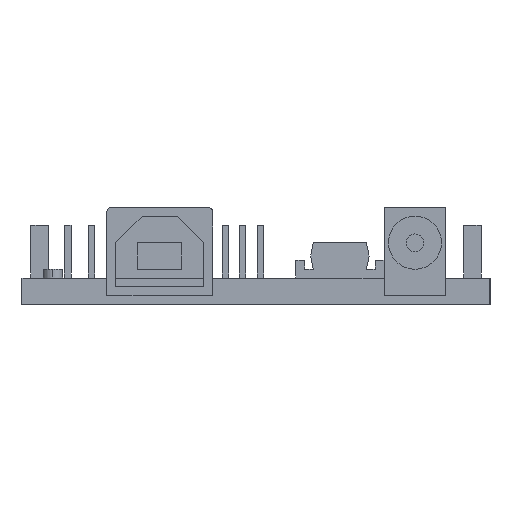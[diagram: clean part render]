
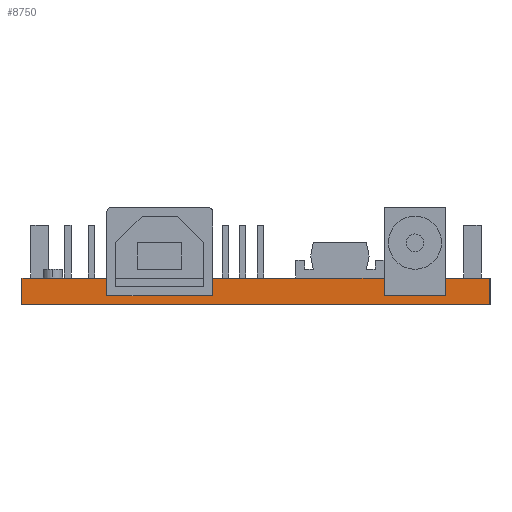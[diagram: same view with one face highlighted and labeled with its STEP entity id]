
A CAD part, left-side view. The second image highlights one B-rep face of the part: STEP entity #8750.
In plain terms, the highlighted planar face has unit normal (-1, 0, 0).
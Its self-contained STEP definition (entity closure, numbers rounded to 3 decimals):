
#92=CARTESIAN_POINT('Axis2P3D Location',(0.,0.,0.)) ;
#7220=CARTESIAN_POINT('Vertex',(0.,5.,1.)) ;
#7223=CARTESIAN_POINT('Line Origine',(0.,5.,2.)) ;
#7227=CARTESIAN_POINT('Vertex',(0.,5.,3.)) ;
#7246=CARTESIAN_POINT('Line Origine',(0.,12.,2.)) ;
#7250=CARTESIAN_POINT('Vertex',(0.,12.,1.)) ;
#7252=CARTESIAN_POINT('Vertex',(0.,12.,3.)) ;
#7513=CARTESIAN_POINT('Vertex',(0.,43.4,3.)) ;
#7516=CARTESIAN_POINT('Line Origine',(0.,43.4,2.)) ;
#7520=CARTESIAN_POINT('Vertex',(0.,43.4,1.)) ;
#7563=CARTESIAN_POINT('Line Origine',(0.,31.4,2.)) ;
#7567=CARTESIAN_POINT('Vertex',(0.,31.4,1.)) ;
#7569=CARTESIAN_POINT('Vertex',(0.,31.4,3.)) ;
#8688=CARTESIAN_POINT('Line Origine',(0.,21.7,3.)) ;
#8693=CARTESIAN_POINT('Line Origine',(0.,37.4,1.)) ;
#8698=CARTESIAN_POINT('Line Origine',(0.,48.2,3.)) ;
#8702=CARTESIAN_POINT('Vertex',(0.,53.,3.)) ;
#8705=CARTESIAN_POINT('Line Origine',(0.,53.,1.5)) ;
#8709=CARTESIAN_POINT('Vertex',(0.,53.,0.)) ;
#8712=CARTESIAN_POINT('Line Origine',(0.,26.5,0.)) ;
#8716=CARTESIAN_POINT('Vertex',(0.,0.,0.)) ;
#8719=CARTESIAN_POINT('Line Origine',(0.,0.,1.5)) ;
#8723=CARTESIAN_POINT('Vertex',(0.,0.,3.)) ;
#8726=CARTESIAN_POINT('Line Origine',(0.,2.5,3.)) ;
#8731=CARTESIAN_POINT('Line Origine',(0.,8.5,1.)) ;
#93=DIRECTION('Axis2P3D Direction',(1.,0.,0.)) ;
#94=DIRECTION('Axis2P3D XDirection',(0.,1.,0.)) ;
#7224=DIRECTION('Vector Direction',(0.,0.,1.)) ;
#7247=DIRECTION('Vector Direction',(0.,0.,1.)) ;
#7517=DIRECTION('Vector Direction',(0.,0.,1.)) ;
#7564=DIRECTION('Vector Direction',(0.,0.,1.)) ;
#8689=DIRECTION('Vector Direction',(0.,1.,0.)) ;
#8694=DIRECTION('Vector Direction',(0.,1.,0.)) ;
#8699=DIRECTION('Vector Direction',(0.,1.,0.)) ;
#8706=DIRECTION('Vector Direction',(0.,0.,1.)) ;
#8713=DIRECTION('Vector Direction',(0.,1.,0.)) ;
#8720=DIRECTION('Vector Direction',(0.,0.,1.)) ;
#8727=DIRECTION('Vector Direction',(0.,1.,0.)) ;
#8732=DIRECTION('Vector Direction',(0.,1.,0.)) ;
#95=AXIS2_PLACEMENT_3D('Plane Axis2P3D',#92,#93,#94) ;
#8737=ORIENTED_EDGE('',*,*,#7254,.T.) ;
#8738=ORIENTED_EDGE('',*,*,#8692,.F.) ;
#8739=ORIENTED_EDGE('',*,*,#7571,.F.) ;
#8740=ORIENTED_EDGE('',*,*,#8697,.F.) ;
#8741=ORIENTED_EDGE('',*,*,#7522,.T.) ;
#8742=ORIENTED_EDGE('',*,*,#8704,.F.) ;
#8743=ORIENTED_EDGE('',*,*,#8711,.F.) ;
#8744=ORIENTED_EDGE('',*,*,#8718,.T.) ;
#8745=ORIENTED_EDGE('',*,*,#8725,.T.) ;
#8746=ORIENTED_EDGE('',*,*,#8730,.F.) ;
#8747=ORIENTED_EDGE('',*,*,#7229,.F.) ;
#8748=ORIENTED_EDGE('',*,*,#8735,.F.) ;
#7225=VECTOR('Line Direction',#7224,1.) ;
#7248=VECTOR('Line Direction',#7247,1.) ;
#7518=VECTOR('Line Direction',#7517,1.) ;
#7565=VECTOR('Line Direction',#7564,1.) ;
#8690=VECTOR('Line Direction',#8689,1.) ;
#8695=VECTOR('Line Direction',#8694,1.) ;
#8700=VECTOR('Line Direction',#8699,1.) ;
#8707=VECTOR('Line Direction',#8706,1.) ;
#8714=VECTOR('Line Direction',#8713,1.) ;
#8721=VECTOR('Line Direction',#8720,1.) ;
#8728=VECTOR('Line Direction',#8727,1.) ;
#8733=VECTOR('Line Direction',#8732,1.) ;
#8750=ADVANCED_FACE('PartBody',(#8749),#96,.F.) ;
#7229=EDGE_CURVE('',#7221,#7228,#7226,.T.) ;
#7254=EDGE_CURVE('',#7251,#7253,#7249,.T.) ;
#7522=EDGE_CURVE('',#7521,#7514,#7519,.T.) ;
#7571=EDGE_CURVE('',#7568,#7570,#7566,.T.) ;
#8692=EDGE_CURVE('',#7570,#7253,#8691,.F.) ;
#8697=EDGE_CURVE('',#7521,#7568,#8696,.F.) ;
#8704=EDGE_CURVE('',#8703,#7514,#8701,.F.) ;
#8711=EDGE_CURVE('',#8710,#8703,#8708,.T.) ;
#8718=EDGE_CURVE('',#8710,#8717,#8715,.F.) ;
#8725=EDGE_CURVE('',#8717,#8724,#8722,.T.) ;
#8730=EDGE_CURVE('',#7228,#8724,#8729,.F.) ;
#8735=EDGE_CURVE('',#7251,#7221,#8734,.F.) ;
#8736=EDGE_LOOP('',(#8737,#8738,#8739,#8740,#8741,#8742,#8743,#8744,#8745,#8746,#8747,#8748)) ;
#8749=FACE_OUTER_BOUND('',#8736,.T.) ;
#7226=LINE('Line',#7223,#7225) ;
#7249=LINE('Line',#7246,#7248) ;
#7519=LINE('Line',#7516,#7518) ;
#7566=LINE('Line',#7563,#7565) ;
#8691=LINE('Line',#8688,#8690) ;
#8696=LINE('Line',#8693,#8695) ;
#8701=LINE('Line',#8698,#8700) ;
#8708=LINE('Line',#8705,#8707) ;
#8715=LINE('Line',#8712,#8714) ;
#8722=LINE('Line',#8719,#8721) ;
#8729=LINE('Line',#8726,#8728) ;
#8734=LINE('Line',#8731,#8733) ;
#96=PLANE('',#95) ;
#7221=VERTEX_POINT('',#7220) ;
#7228=VERTEX_POINT('',#7227) ;
#7251=VERTEX_POINT('',#7250) ;
#7253=VERTEX_POINT('',#7252) ;
#7514=VERTEX_POINT('',#7513) ;
#7521=VERTEX_POINT('',#7520) ;
#7568=VERTEX_POINT('',#7567) ;
#7570=VERTEX_POINT('',#7569) ;
#8703=VERTEX_POINT('',#8702) ;
#8710=VERTEX_POINT('',#8709) ;
#8717=VERTEX_POINT('',#8716) ;
#8724=VERTEX_POINT('',#8723) ;
